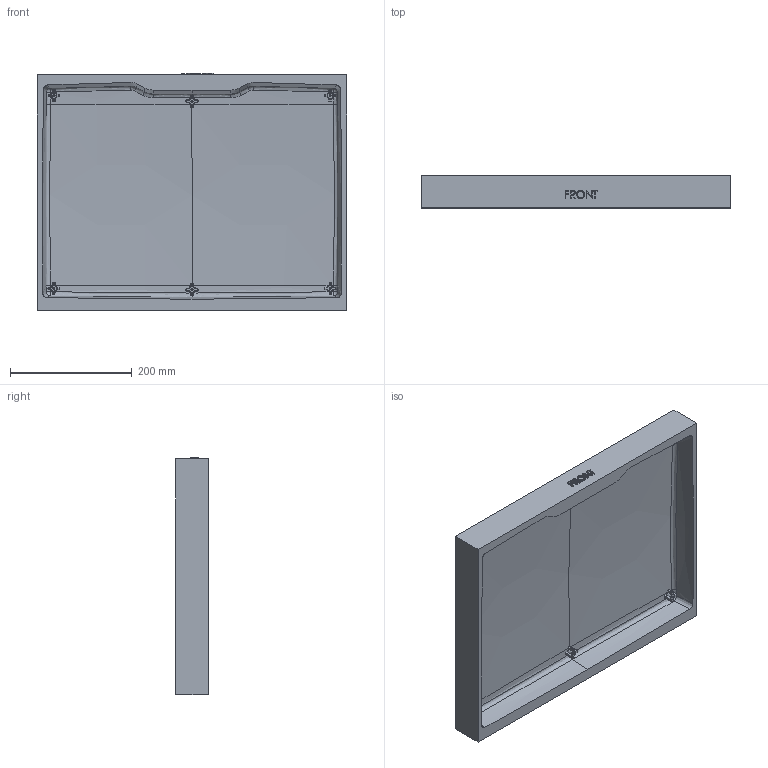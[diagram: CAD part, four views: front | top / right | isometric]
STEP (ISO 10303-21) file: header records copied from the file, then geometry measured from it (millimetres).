
FILE_DESCRIPTION (( 'STEP AP203' ), '1' );
FILE_NAME ('1495-931T-CLR.STEP', '2007-03-21T15:43:16', ( ' ' ), ( ' ' ), 'SwSTEP 2.0', 'SolidWorks 2006233', '' );
FILE_SCHEMA (( 'CONFIG_CONTROL_DESIGN' ));
Length unit declared in the file: inch
Products named in the file (1): 1495-931T-CLR
Bounding box: 508 x 53.09 x 389.89 mm (x, y, z)
Volume: 3649784.7 mm3; surface area: 544603.3 mm2
Topology: 1 solids, 1 shells, 784 faces, 1835 edges, 1043 vertices
Faces by surface type: bspline 384, plane 112, sphere 102, cone 66, torus 66, cylinder 54
Entity records: 33345 total; most frequent: CARTESIAN_POINT 18443, ORIENTED_EDGE 3540, DIRECTION 2523, EDGE_CURVE 1770, AXIS2_PLACEMENT_3D 1128, VERTEX_POINT 1002, EDGE_LOOP 798, FACE_OUTER_BOUND 784
